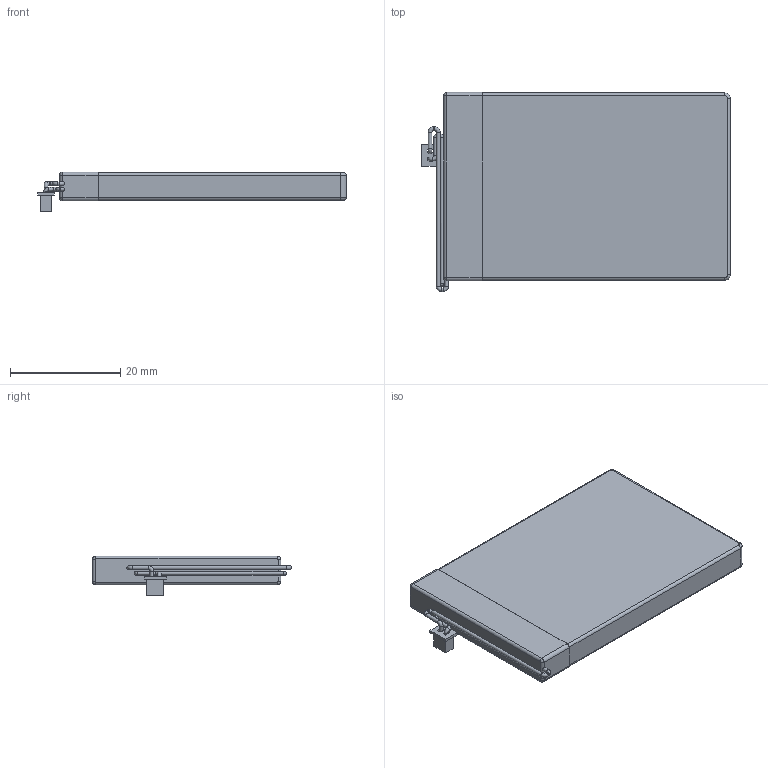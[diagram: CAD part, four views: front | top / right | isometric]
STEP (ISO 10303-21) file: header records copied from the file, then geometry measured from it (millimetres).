
FILE_DESCRIPTION(('FreeCAD Model'),'2;1');
FILE_NAME('Open CASCADE Shape Model','2022-09-18T12:00:03',(''),(''), 'Open CASCADE STEP processor 7.5','FreeCAD','Unknown');
FILE_SCHEMA(('AUTOMOTIVE_DESIGN { 1 0 10303 214 1 1 1 1 }'));
Length unit declared in the file: millimetre
Products named in the file (3): Sin_nombre; Body; Conector
Assembly tree (2 placements, depth 2):
  Sin_nombre
    Body
    Conector
Bounding box: 55.99 x 36.15 x 7.2 mm (x, y, z)
Volume: 8920.9 mm3; surface area: 4568.2 mm2
Topology: 2 solids, 2 shells, 80 faces, 188 edges, 112 vertices
Faces by surface type: plane 34, cylinder 27, torus 10, revolution 9
Full cylindrical faces by diameter (mm): 0.7 x11
Entity records: 2485 total; most frequent: CARTESIAN_POINT 506, DIRECTION 433, ORIENTED_EDGE 376, EDGE_CURVE 188, AXIS2_PLACEMENT_3D 159, VERTEX_POINT 112, LINE 106, VECTOR 106
